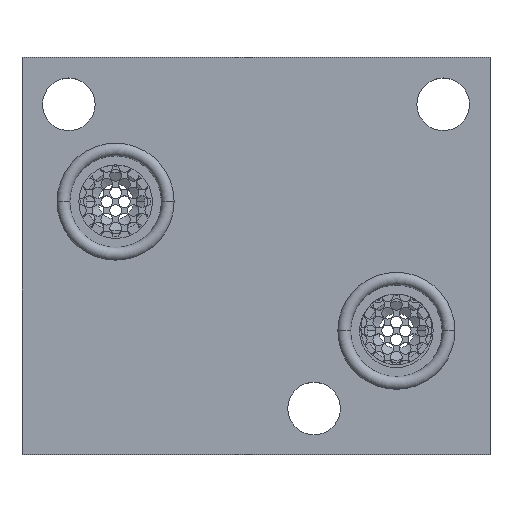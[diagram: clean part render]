
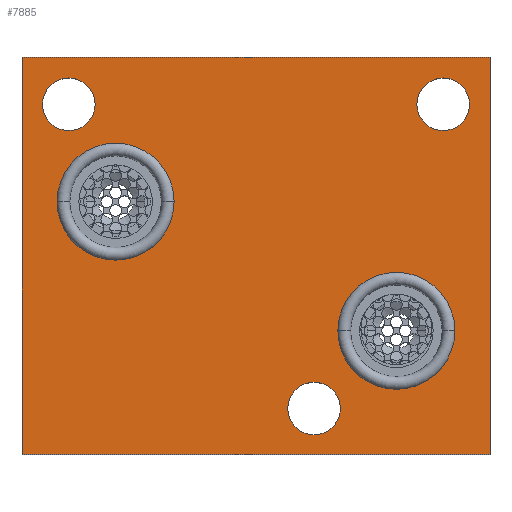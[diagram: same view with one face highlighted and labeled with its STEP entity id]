
A CAD part, top view. The second image highlights one B-rep face of the part: STEP entity #7885.
In plain terms, the highlighted planar face has unit normal (0, 0, 1).
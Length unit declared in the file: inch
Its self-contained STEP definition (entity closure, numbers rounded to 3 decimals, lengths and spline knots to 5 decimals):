
#1622=DIRECTION('',(1.,0.,0.));
#1623=VECTOR('',#1622,2.5);
#1624=CARTESIAN_POINT('',(0.,0.,0.45));
#1625=LINE('',#1624,#1623);
#1626=DIRECTION('',(0.,-1.,0.));
#1627=VECTOR('',#1626,2.12);
#1628=CARTESIAN_POINT('',(0.,2.12,0.45));
#1629=LINE('',#1628,#1627);
#1630=DIRECTION('',(-1.,0.,0.));
#1631=VECTOR('',#1630,2.5);
#1632=CARTESIAN_POINT('',(2.5,2.12,0.45));
#1633=LINE('',#1632,#1631);
#1634=DIRECTION('',(0.,1.,0.));
#1635=VECTOR('',#1634,2.12);
#1636=CARTESIAN_POINT('',(2.5,0.,0.45));
#1637=LINE('',#1636,#1635);
#1638=CARTESIAN_POINT('',(2.25,1.87,0.45));
#1639=DIRECTION('',(0.,0.,1.));
#1640=DIRECTION('',(1.,0.,0.));
#1641=AXIS2_PLACEMENT_3D('',#1638,#1639,#1640);
#1643=CARTESIAN_POINT('',(2.25,1.87,0.45));
#1644=DIRECTION('',(0.,0.,1.));
#1645=DIRECTION('',(-1.,0.,0.));
#1646=AXIS2_PLACEMENT_3D('',#1643,#1644,#1645);
#1648=CARTESIAN_POINT('',(1.56,0.245,0.45));
#1649=DIRECTION('',(0.,0.,1.));
#1650=DIRECTION('',(1.,0.,0.));
#1651=AXIS2_PLACEMENT_3D('',#1648,#1649,#1650);
#1653=CARTESIAN_POINT('',(1.56,0.245,0.45));
#1654=DIRECTION('',(0.,0.,1.));
#1655=DIRECTION('',(-1.,0.,0.));
#1656=AXIS2_PLACEMENT_3D('',#1653,#1654,#1655);
#1658=CARTESIAN_POINT('',(0.25,1.87,0.45));
#1659=DIRECTION('',(0.,0.,1.));
#1660=DIRECTION('',(1.,0.,0.));
#1661=AXIS2_PLACEMENT_3D('',#1658,#1659,#1660);
#1663=CARTESIAN_POINT('',(0.25,1.87,0.45));
#1664=DIRECTION('',(0.,0.,1.));
#1665=DIRECTION('',(-1.,0.,0.));
#1666=AXIS2_PLACEMENT_3D('',#1663,#1664,#1665);
#1668=CARTESIAN_POINT('',(0.5,1.35,0.45));
#1669=DIRECTION('',(0.,0.,1.));
#1670=DIRECTION('',(1.,0.,0.));
#1671=AXIS2_PLACEMENT_3D('',#1668,#1669,#1670);
#1673=CARTESIAN_POINT('',(0.5,1.35,0.45));
#1674=DIRECTION('',(0.,0.,1.));
#1675=DIRECTION('',(-1.,0.,0.));
#1676=AXIS2_PLACEMENT_3D('',#1673,#1674,#1675);
#1678=CARTESIAN_POINT('',(2.,0.66,0.45));
#1679=DIRECTION('',(0.,0.,1.));
#1680=DIRECTION('',(1.,0.,0.));
#1681=AXIS2_PLACEMENT_3D('',#1678,#1679,#1680);
#1683=CARTESIAN_POINT('',(2.,0.66,0.45));
#1684=DIRECTION('',(0.,0.,1.));
#1685=DIRECTION('',(-1.,0.,0.));
#1686=AXIS2_PLACEMENT_3D('',#1683,#1684,#1685);
#4332=CARTESIAN_POINT('',(0.,0.,0.45));
#4333=CARTESIAN_POINT('',(2.5,0.,0.45));
#4334=VERTEX_POINT('',#4332);
#4335=VERTEX_POINT('',#4333);
#4336=CARTESIAN_POINT('',(2.5,2.12,0.45));
#4337=VERTEX_POINT('',#4336);
#4338=CARTESIAN_POINT('',(0.,2.12,0.45));
#4339=VERTEX_POINT('',#4338);
#4360=CARTESIAN_POINT('',(2.3905,1.87,0.45));
#4361=CARTESIAN_POINT('',(2.1095,1.87,0.45));
#4362=VERTEX_POINT('',#4360);
#4363=VERTEX_POINT('',#4361);
#4364=CARTESIAN_POINT('',(1.7005,0.245,0.45));
#4365=CARTESIAN_POINT('',(1.4195,0.245,0.45));
#4366=VERTEX_POINT('',#4364);
#4367=VERTEX_POINT('',#4365);
#4368=CARTESIAN_POINT('',(0.3905,1.87,0.45));
#4369=CARTESIAN_POINT('',(0.1095,1.87,0.45));
#4370=VERTEX_POINT('',#4368);
#4371=VERTEX_POINT('',#4369);
#4380=CARTESIAN_POINT('',(0.8125,1.35,0.45));
#4381=CARTESIAN_POINT('',(0.1875,1.35,0.45));
#4382=VERTEX_POINT('',#4380);
#4383=VERTEX_POINT('',#4381);
#4384=CARTESIAN_POINT('',(2.3125,0.66,0.45));
#4385=CARTESIAN_POINT('',(1.6875,0.66,0.45));
#4386=VERTEX_POINT('',#4384);
#4387=VERTEX_POINT('',#4385);
#7842=CARTESIAN_POINT('',(0.,0.,0.45));
#7843=DIRECTION('',(0.,0.,1.));
#7844=DIRECTION('',(1.,0.,0.));
#7845=AXIS2_PLACEMENT_3D('',#7842,#7843,#7844);
#7846=PLANE('',#7845);
#7848=ORIENTED_EDGE('',*,*,#7847,.F.);
#7850=ORIENTED_EDGE('',*,*,#7849,.F.);
#7852=ORIENTED_EDGE('',*,*,#7851,.F.);
#7854=ORIENTED_EDGE('',*,*,#7853,.F.);
#7855=EDGE_LOOP('',(#7848,#7850,#7852,#7854));
#7856=FACE_OUTER_BOUND('',#7855,.F.);
#7858=ORIENTED_EDGE('',*,*,#7857,.T.);
#7860=ORIENTED_EDGE('',*,*,#7859,.T.);
#7861=EDGE_LOOP('',(#7858,#7860));
#7862=FACE_BOUND('',#7861,.F.);
#7864=ORIENTED_EDGE('',*,*,#7863,.T.);
#7866=ORIENTED_EDGE('',*,*,#7865,.T.);
#7867=EDGE_LOOP('',(#7864,#7866));
#7868=FACE_BOUND('',#7867,.F.);
#7870=ORIENTED_EDGE('',*,*,#7869,.T.);
#7872=ORIENTED_EDGE('',*,*,#7871,.T.);
#7873=EDGE_LOOP('',(#7870,#7872));
#7874=FACE_BOUND('',#7873,.F.);
#7876=ORIENTED_EDGE('',*,*,#7875,.T.);
#7878=ORIENTED_EDGE('',*,*,#7877,.T.);
#7879=EDGE_LOOP('',(#7876,#7878));
#7880=FACE_BOUND('',#7879,.F.);
#7881=ORIENTED_EDGE('',*,*,#7836,.T.);
#7882=ORIENTED_EDGE('',*,*,#7822,.T.);
#7883=EDGE_LOOP('',(#7881,#7882));
#7884=FACE_BOUND('',#7883,.F.);
#1642=CIRCLE('',#1641,0.1405);
#1647=CIRCLE('',#1646,0.1405);
#1652=CIRCLE('',#1651,0.1405);
#1657=CIRCLE('',#1656,0.1405);
#1662=CIRCLE('',#1661,0.1405);
#1667=CIRCLE('',#1666,0.1405);
#1672=CIRCLE('',#1671,0.3125);
#1677=CIRCLE('',#1676,0.3125);
#1682=CIRCLE('',#1681,0.3125);
#1687=CIRCLE('',#1686,0.3125);
#7822=EDGE_CURVE('',#4387,#4386,#1687,.T.);
#7836=EDGE_CURVE('',#4386,#4387,#1682,.T.);
#7847=EDGE_CURVE('',#4334,#4335,#1625,.T.);
#7849=EDGE_CURVE('',#4339,#4334,#1629,.T.);
#7851=EDGE_CURVE('',#4337,#4339,#1633,.T.);
#7853=EDGE_CURVE('',#4335,#4337,#1637,.T.);
#7857=EDGE_CURVE('',#4362,#4363,#1642,.T.);
#7859=EDGE_CURVE('',#4363,#4362,#1647,.T.);
#7863=EDGE_CURVE('',#4366,#4367,#1652,.T.);
#7865=EDGE_CURVE('',#4367,#4366,#1657,.T.);
#7869=EDGE_CURVE('',#4370,#4371,#1662,.T.);
#7871=EDGE_CURVE('',#4371,#4370,#1667,.T.);
#7875=EDGE_CURVE('',#4382,#4383,#1672,.T.);
#7877=EDGE_CURVE('',#4383,#4382,#1677,.T.);
#7885=ADVANCED_FACE('',(#7856,#7862,#7868,#7874,#7880,#7884),#7846,.T.);
